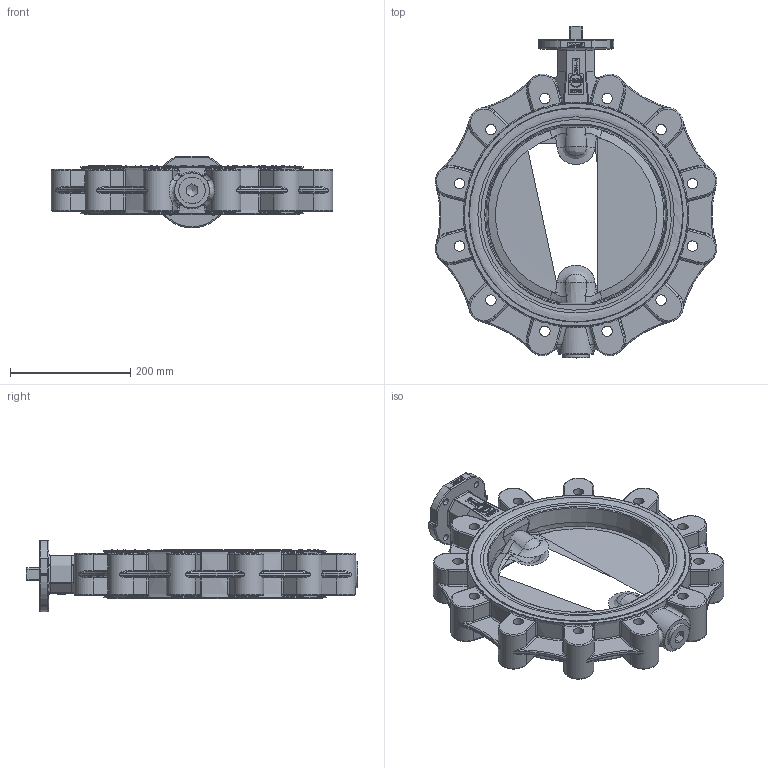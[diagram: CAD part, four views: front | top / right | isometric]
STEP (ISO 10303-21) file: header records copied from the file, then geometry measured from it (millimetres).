
FILE_DESCRIPTION((''),'2;1');
FILE_NAME('Z014-A-GG DN300-PN10.stp','2010-03-19T09:21:15',('Hellwig'),(''),'Autodesk Inventor 2009','Autodesk Inventor 2009','');
FILE_SCHEMA(('AUTOMOTIVE_DESIGN { 1 0 10303 214 1 1 1 1 }'));
Length unit declared in the file: millimetre
Products named in the file (1): Bauteil6
Bounding box: 467.09 x 551.15 x 119.5 mm (x, y, z)
Volume: 6591971 mm3; surface area: 634071.7 mm2
Topology: 1 solids, 1 shells, 1413 faces, 3579 edges, 2109 vertices
Faces by surface type: bspline 593, plane 363, cylinder 307, torus 115, cone 23, sphere 12
Full cylindrical faces by diameter (mm): 30 x1, 44 x1, 58 x1, 346 x2, 346.8 x1, 355.8 x1, 356 x2
Entity records: 72978 total; most frequent: CARTESIAN_POINT 43014, ORIENTED_EDGE 6782, DIRECTION 5312, EDGE_CURVE 3391, VERTEX_POINT 2077, AXIS2_PLACEMENT_3D 1997, EDGE_LOOP 1542, FACE_OUTER_BOUND 1413
